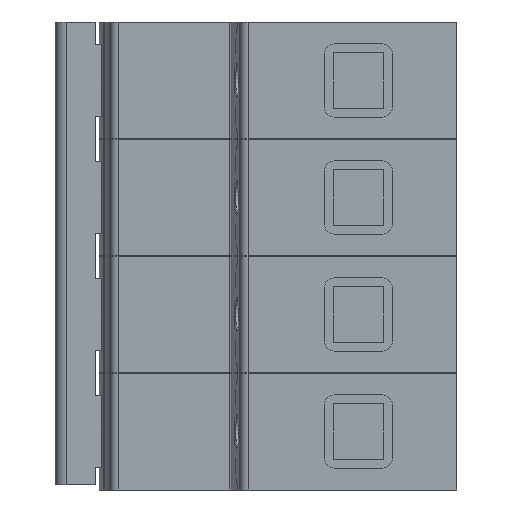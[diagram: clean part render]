
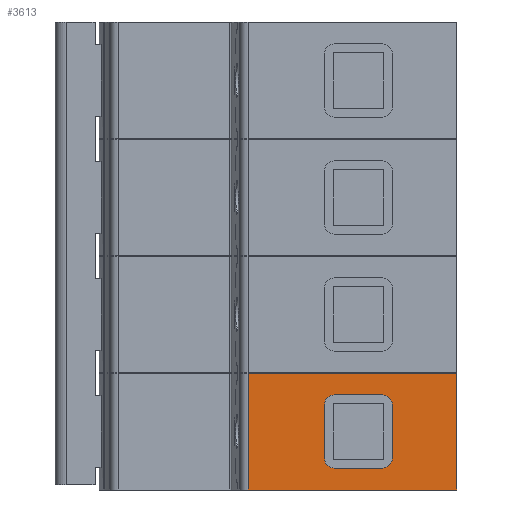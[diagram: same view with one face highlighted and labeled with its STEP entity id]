
A CAD part, left-side view. The second image highlights one B-rep face of the part: STEP entity #3613.
In plain terms, the highlighted planar face has unit normal (-1, 0, 0).
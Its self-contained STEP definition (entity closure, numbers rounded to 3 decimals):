
#446 = CARTESIAN_POINT ( 'NONE',  ( -47.5, 22.3, 19.75 ) ) ;
#485 = CARTESIAN_POINT ( 'NONE',  ( -47.5, -6., 0. ) ) ;
#515 = DIRECTION ( 'NONE',  ( 0., 1., 0. ) ) ;
#953 = ORIENTED_EDGE ( 'NONE', *, *, #5450, .T. ) ;
#1009 = EDGE_CURVE ( 'NONE', #7967, #6280, #6273, .T. ) ;
#1102 = FACE_OUTER_BOUND ( 'NONE', #10674, .T. ) ;
#1270 = ORIENTED_EDGE ( 'NONE', *, *, #4807, .T. ) ;
#1282 = CARTESIAN_POINT ( 'NONE',  ( -47.5, 42.119, 21.95 ) ) ;
#1286 = LINE ( 'NONE', #1763, #5050 ) ;
#1415 = CARTESIAN_POINT ( 'NONE',  ( -47.5, 42.119, 0. ) ) ;
#1452 = CARTESIAN_POINT ( 'NONE',  ( -47.5, -6., 26.95 ) ) ;
#1481 = DIRECTION ( 'NONE',  ( 0., 1., 0. ) ) ;
#1648 = EDGE_CURVE ( 'NONE', #12537, #8766, #9573, .T. ) ;
#1763 = CARTESIAN_POINT ( 'NONE',  ( -47.5, 42.119, 27. ) ) ;
#1767 = ORIENTED_EDGE ( 'NONE', *, *, #1009, .F. ) ;
#1998 = CIRCLE ( 'NONE', #3279, 2.2 ) ;
#2254 = EDGE_CURVE ( 'NONE', #6323, #7681, #6064, .T. ) ;
#2284 = CARTESIAN_POINT ( 'NONE',  ( -47.5, 24.5, 27. ) ) ;
#2358 = AXIS2_PLACEMENT_3D ( 'NONE', #9211, #2871, #10270 ) ;
#2423 = EDGE_CURVE ( 'NONE', #7967, #12537, #1286, .T. ) ;
#2580 = DIRECTION ( 'NONE',  ( 0., 0., -1. ) ) ;
#2742 = ORIENTED_EDGE ( 'NONE', *, *, #1648, .T. ) ;
#2871 = DIRECTION ( 'NONE',  ( 1., 0., 0. ) ) ;
#2893 = EDGE_CURVE ( 'NONE', #5191, #6323, #11471, .T. ) ;
#3146 = VECTOR ( 'NONE', #9693, 1000. ) ;
#3192 = LINE ( 'NONE', #4643, #11286 ) ;
#3219 = ORIENTED_EDGE ( 'NONE', *, *, #2254, .T. ) ;
#3279 = AXIS2_PLACEMENT_3D ( 'NONE', #446, #7744, #1481 ) ;
#3471 = VECTOR ( 'NONE', #4051, 1000. ) ;
#3514 = EDGE_CURVE ( 'NONE', #11534, #5191, #9831, .T. ) ;
#3613 = ADVANCED_FACE ( 'NONE', ( #11605, #1102 ), #12006, .F. ) ;
#4051 = DIRECTION ( 'NONE',  ( 0., -1., 0. ) ) ;
#4121 = CARTESIAN_POINT ( 'NONE',  ( -47.5, 24.5, 19.75 ) ) ;
#4174 = EDGE_CURVE ( 'NONE', #12517, #11534, #10950, .T. ) ;
#4207 = ORIENTED_EDGE ( 'NONE', *, *, #13384, .F. ) ;
#4360 = ORIENTED_EDGE ( 'NONE', *, *, #4174, .T. ) ;
#4432 = AXIS2_PLACEMENT_3D ( 'NONE', #5567, #12847, #6619 ) ;
#4643 = CARTESIAN_POINT ( 'NONE',  ( -47.5, -6., 27. ) ) ;
#4728 = CARTESIAN_POINT ( 'NONE',  ( -47.5, 11.1, 7.25 ) ) ;
#4807 = EDGE_CURVE ( 'NONE', #8731, #12517, #8970, .T. ) ;
#4975 = AXIS2_PLACEMENT_3D ( 'NONE', #12985, #6774, #515 ) ;
#5050 = VECTOR ( 'NONE', #10212, 1000. ) ;
#5083 = EDGE_LOOP ( 'NONE', ( #5525, #953, #1270, #4360, #10344, #8177, #3219, #11621 ) ) ;
#5120 = VERTEX_POINT ( 'NONE', #4121 ) ;
#5184 = CIRCLE ( 'NONE', #2358, 2.2 ) ;
#5191 = VERTEX_POINT ( 'NONE', #11580 ) ;
#5202 = ORIENTED_EDGE ( 'NONE', *, *, #2423, .T. ) ;
#5450 = EDGE_CURVE ( 'NONE', #5120, #8731, #1998, .T. ) ;
#5525 = ORIENTED_EDGE ( 'NONE', *, *, #6154, .T. ) ;
#5567 = CARTESIAN_POINT ( 'NONE',  ( -47.5, 11.1, 19.75 ) ) ;
#5696 = AXIS2_PLACEMENT_3D ( 'NONE', #4728, #12079, #5798 ) ;
#5721 = VERTEX_POINT ( 'NONE', #11359 ) ;
#5729 = DIRECTION ( 'NONE',  ( 0., -1., 0. ) ) ;
#5798 = DIRECTION ( 'NONE',  ( 0., 1., 0. ) ) ;
#6064 = LINE ( 'NONE', #11954, #11638 ) ;
#6154 = EDGE_CURVE ( 'NONE', #5721, #5120, #6283, .T. ) ;
#6273 = LINE ( 'NONE', #11385, #3471 ) ;
#6280 = VERTEX_POINT ( 'NONE', #1452 ) ;
#6283 = LINE ( 'NONE', #2284, #3146 ) ;
#6323 = VERTEX_POINT ( 'NONE', #10974 ) ;
#6619 = DIRECTION ( 'NONE',  ( 0., 1., 0. ) ) ;
#6641 = CARTESIAN_POINT ( 'NONE',  ( -47.5, 11.1, 21.95 ) ) ;
#6654 = CARTESIAN_POINT ( 'NONE',  ( -47.5, 22.3, 21.95 ) ) ;
#6774 = DIRECTION ( 'NONE',  ( 1., 0., 0. ) ) ;
#6776 = CARTESIAN_POINT ( 'NONE',  ( -47.5, 42.119, 0. ) ) ;
#7004 = VECTOR ( 'NONE', #11968, 1000. ) ;
#7085 = VECTOR ( 'NONE', #5729, 1000. ) ;
#7134 = VECTOR ( 'NONE', #7550, 1000. ) ;
#7228 = CARTESIAN_POINT ( 'NONE',  ( -47.5, 42.119, 26.95 ) ) ;
#7550 = DIRECTION ( 'NONE',  ( 0., -1., 0. ) ) ;
#7681 = VERTEX_POINT ( 'NONE', #7786 ) ;
#7744 = DIRECTION ( 'NONE',  ( 1., 0., 0. ) ) ;
#7786 = CARTESIAN_POINT ( 'NONE',  ( -47.5, 22.3, 5.05 ) ) ;
#7967 = VERTEX_POINT ( 'NONE', #7228 ) ;
#8177 = ORIENTED_EDGE ( 'NONE', *, *, #2893, .T. ) ;
#8282 = CARTESIAN_POINT ( 'NONE',  ( -47.5, 8.9, 19.75 ) ) ;
#8731 = VERTEX_POINT ( 'NONE', #6654 ) ;
#8766 = VERTEX_POINT ( 'NONE', #485 ) ;
#8970 = LINE ( 'NONE', #1282, #7134 ) ;
#9211 = CARTESIAN_POINT ( 'NONE',  ( -47.5, 22.3, 7.25 ) ) ;
#9573 = LINE ( 'NONE', #6776, #7085 ) ;
#9693 = DIRECTION ( 'NONE',  ( 0., 0., 1. ) ) ;
#9831 = LINE ( 'NONE', #11926, #7004 ) ;
#10212 = DIRECTION ( 'NONE',  ( 0., 0., -1. ) ) ;
#10270 = DIRECTION ( 'NONE',  ( 0., 1., 0. ) ) ;
#10344 = ORIENTED_EDGE ( 'NONE', *, *, #3514, .T. ) ;
#10674 = EDGE_LOOP ( 'NONE', ( #4207, #1767, #5202, #2742 ) ) ;
#10950 = CIRCLE ( 'NONE', #4432, 2.2 ) ;
#10974 = CARTESIAN_POINT ( 'NONE',  ( -47.5, 11.1, 5.05 ) ) ;
#11286 = VECTOR ( 'NONE', #2580, 1000. ) ;
#11359 = CARTESIAN_POINT ( 'NONE',  ( -47.5, 24.5, 7.25 ) ) ;
#11385 = CARTESIAN_POINT ( 'NONE',  ( -47.5, 88.828, 26.95 ) ) ;
#11471 = CIRCLE ( 'NONE', #5696, 2.2 ) ;
#11534 = VERTEX_POINT ( 'NONE', #8282 ) ;
#11580 = CARTESIAN_POINT ( 'NONE',  ( -47.5, 8.9, 7.25 ) ) ;
#11605 = FACE_BOUND ( 'NONE', #5083, .T. ) ;
#11621 = ORIENTED_EDGE ( 'NONE', *, *, #12148, .T. ) ;
#11638 = VECTOR ( 'NONE', #12926, 1000. ) ;
#11926 = CARTESIAN_POINT ( 'NONE',  ( -47.5, 8.9, 27. ) ) ;
#11954 = CARTESIAN_POINT ( 'NONE',  ( -47.5, 42.119, 5.05 ) ) ;
#11968 = DIRECTION ( 'NONE',  ( 0., 0., -1. ) ) ;
#12006 = PLANE ( 'NONE',  #4975 ) ;
#12079 = DIRECTION ( 'NONE',  ( 1., 0., 0. ) ) ;
#12148 = EDGE_CURVE ( 'NONE', #7681, #5721, #5184, .T. ) ;
#12517 = VERTEX_POINT ( 'NONE', #6641 ) ;
#12537 = VERTEX_POINT ( 'NONE', #1415 ) ;
#12847 = DIRECTION ( 'NONE',  ( 1., 0., 0. ) ) ;
#12926 = DIRECTION ( 'NONE',  ( 0., 1., 0. ) ) ;
#12985 = CARTESIAN_POINT ( 'NONE',  ( -47.5, 42.119, 27. ) ) ;
#13384 = EDGE_CURVE ( 'NONE', #6280, #8766, #3192, .T. ) ;
